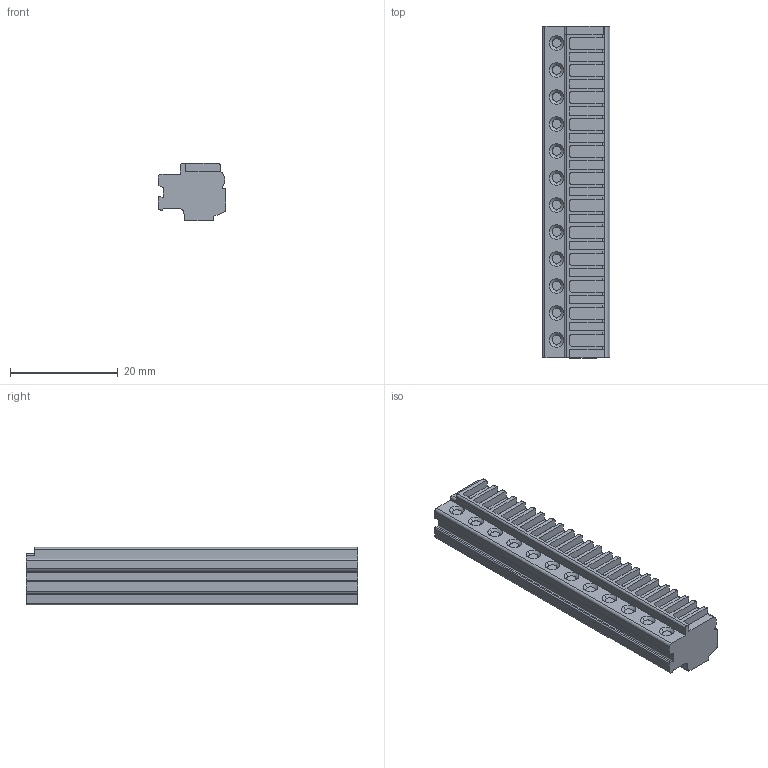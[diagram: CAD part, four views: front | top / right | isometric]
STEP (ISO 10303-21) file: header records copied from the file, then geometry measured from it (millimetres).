
FILE_DESCRIPTION((''),'2;1');
FILE_NAME('ASFD','2024-10-16T10:55:35',('tluser'),(''),'CREO PARAMETRIC BY PTC INC, 2018100','CREO PARAMETRIC BY PTC INC, 2018100','');
FILE_SCHEMA(('CONFIG_CONTROL_DESIGN'));
Length unit declared in the file: millimetre
Products named in the file (1): ASFD
Bounding box: 12.5 x 61.5 x 10.6 mm (x, y, z)
Volume: 5958.4 mm3; surface area: 3658.8 mm2
Topology: 1 solids, 1 shells, 477 faces, 1281 edges, 854 vertices
Faces by surface type: plane 277, cylinder 152, cone 48
Entity records: 15201 total; most frequent: CARTESIAN_POINT 2948, ORIENTED_EDGE 2562, DIRECTION 2539, EDGE_CURVE 1281, VERTEX_POINT 854, AXIS2_PLACEMENT_3D 853, VECTOR 833, LINE 833
